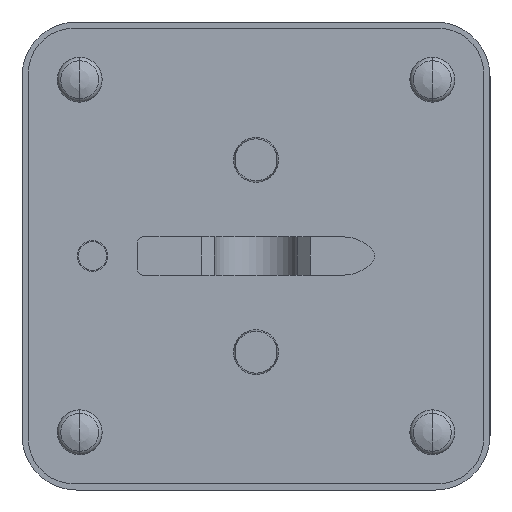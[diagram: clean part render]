
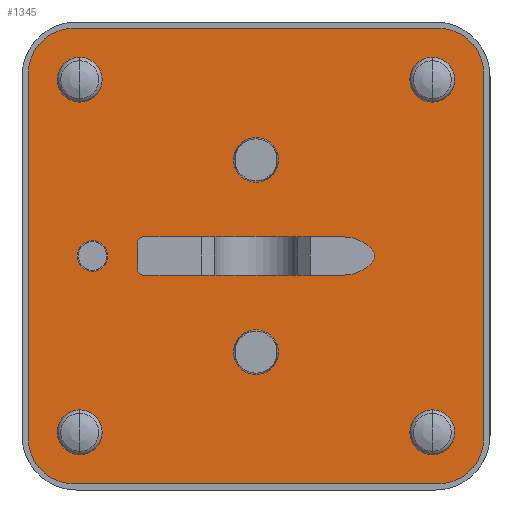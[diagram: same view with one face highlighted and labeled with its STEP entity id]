
A CAD part, left-side view. The second image highlights one B-rep face of the part: STEP entity #1345.
In plain terms, the highlighted planar face has unit normal (-1, 0, 0).
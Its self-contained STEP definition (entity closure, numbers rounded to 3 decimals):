
#1118=CARTESIAN_POINT('',(-63.,25.5,0.));
#1119=DIRECTION('',(1.,0.,0.));
#1120=DIRECTION('',(0.,0.,1.));
#1121=AXIS2_PLACEMENT_3D('',#1118,#1119,#1120);
#1123=CARTESIAN_POINT('',(-63.,25.5,0.));
#1124=DIRECTION('',(1.,0.,0.));
#1125=DIRECTION('',(0.,0.,-1.));
#1126=AXIS2_PLACEMENT_3D('',#1123,#1124,#1125);
#1128=CARTESIAN_POINT('',(-63.,28.5,28.5));
#1129=DIRECTION('',(-1.,0.,0.));
#1130=DIRECTION('',(0.,0.,1.));
#1131=AXIS2_PLACEMENT_3D('',#1128,#1129,#1130);
#1133=DIRECTION('',(0.,1.,0.));
#1134=VECTOR('',#1133,57.);
#1135=CARTESIAN_POINT('',(-63.,-28.5,35.5));
#1136=LINE('',#1135,#1134);
#1137=CARTESIAN_POINT('',(-63.,-28.5,28.5));
#1138=DIRECTION('',(-1.,0.,0.));
#1139=DIRECTION('',(0.,-1.,0.));
#1140=AXIS2_PLACEMENT_3D('',#1137,#1138,#1139);
#1142=DIRECTION('',(0.,0.,1.));
#1143=VECTOR('',#1142,57.);
#1144=CARTESIAN_POINT('',(-63.,-35.5,-28.5));
#1145=LINE('',#1144,#1143);
#1146=CARTESIAN_POINT('',(-63.,-28.5,-28.5));
#1147=DIRECTION('',(-1.,0.,0.));
#1148=DIRECTION('',(0.,0.,-1.));
#1149=AXIS2_PLACEMENT_3D('',#1146,#1147,#1148);
#1151=DIRECTION('',(0.,-1.,0.));
#1152=VECTOR('',#1151,57.);
#1153=CARTESIAN_POINT('',(-63.,28.5,-35.5));
#1154=LINE('',#1153,#1152);
#1155=CARTESIAN_POINT('',(-63.,28.5,-28.5));
#1156=DIRECTION('',(-1.,0.,0.));
#1157=DIRECTION('',(0.,1.,0.));
#1158=AXIS2_PLACEMENT_3D('',#1155,#1156,#1157);
#1160=DIRECTION('',(0.,0.,-1.));
#1161=VECTOR('',#1160,57.);
#1162=CARTESIAN_POINT('',(-63.,35.5,28.5));
#1163=LINE('',#1162,#1161);
#1276=CARTESIAN_POINT('',(-63.,28.5,35.5));
#1277=VERTEX_POINT('',#1276);
#1278=CARTESIAN_POINT('',(-63.,35.5,28.5));
#1279=VERTEX_POINT('',#1278);
#1284=CARTESIAN_POINT('',(-63.,35.5,-28.5));
#1285=VERTEX_POINT('',#1284);
#1286=CARTESIAN_POINT('',(-63.,28.5,-35.5));
#1287=VERTEX_POINT('',#1286);
#1292=CARTESIAN_POINT('',(-63.,-35.5,28.5));
#1293=VERTEX_POINT('',#1292);
#1294=CARTESIAN_POINT('',(-63.,-28.5,35.5));
#1295=VERTEX_POINT('',#1294);
#1300=CARTESIAN_POINT('',(-63.,-28.5,-35.5));
#1301=VERTEX_POINT('',#1300);
#1302=CARTESIAN_POINT('',(-63.,-35.5,-28.5));
#1303=VERTEX_POINT('',#1302);
#1304=CARTESIAN_POINT('',(-63.,25.5,2.4));
#1305=CARTESIAN_POINT('',(-63.,25.5,-2.4));
#1306=VERTEX_POINT('',#1304);
#1307=VERTEX_POINT('',#1305);
#1316=CARTESIAN_POINT('',(-63.,0.,0.));
#1317=DIRECTION('',(-1.,0.,0.));
#1318=DIRECTION('',(0.,0.,1.));
#1319=AXIS2_PLACEMENT_3D('',#1316,#1317,#1318);
#1320=PLANE('',#1319);
#1322=ORIENTED_EDGE('',*,*,#1321,.F.);
#1324=ORIENTED_EDGE('',*,*,#1323,.F.);
#1326=ORIENTED_EDGE('',*,*,#1325,.F.);
#1328=ORIENTED_EDGE('',*,*,#1327,.F.);
#1330=ORIENTED_EDGE('',*,*,#1329,.F.);
#1332=ORIENTED_EDGE('',*,*,#1331,.F.);
#1334=ORIENTED_EDGE('',*,*,#1333,.F.);
#1336=ORIENTED_EDGE('',*,*,#1335,.F.);
#1337=EDGE_LOOP('',(#1322,#1324,#1326,#1328,#1330,#1332,#1334,#1336));
#1338=FACE_OUTER_BOUND('',#1337,.F.);
#1340=ORIENTED_EDGE('',*,*,#1339,.F.);
#1342=ORIENTED_EDGE('',*,*,#1341,.F.);
#1343=EDGE_LOOP('',(#1340,#1342));
#1344=FACE_BOUND('',#1343,.F.);
#1345=ADVANCED_FACE('',(#1338,#1344),#1320,.T.);
#1122=CIRCLE('',#1121,2.4);
#1127=CIRCLE('',#1126,2.4);
#1132=CIRCLE('',#1131,7.);
#1141=CIRCLE('',#1140,7.);
#1150=CIRCLE('',#1149,7.);
#1159=CIRCLE('',#1158,7.);
#1321=EDGE_CURVE('',#1277,#1279,#1132,.T.);
#1323=EDGE_CURVE('',#1295,#1277,#1136,.T.);
#1325=EDGE_CURVE('',#1293,#1295,#1141,.T.);
#1327=EDGE_CURVE('',#1303,#1293,#1145,.T.);
#1329=EDGE_CURVE('',#1301,#1303,#1150,.T.);
#1331=EDGE_CURVE('',#1287,#1301,#1154,.T.);
#1333=EDGE_CURVE('',#1285,#1287,#1159,.T.);
#1335=EDGE_CURVE('',#1279,#1285,#1163,.T.);
#1339=EDGE_CURVE('',#1306,#1307,#1122,.T.);
#1341=EDGE_CURVE('',#1307,#1306,#1127,.T.);
